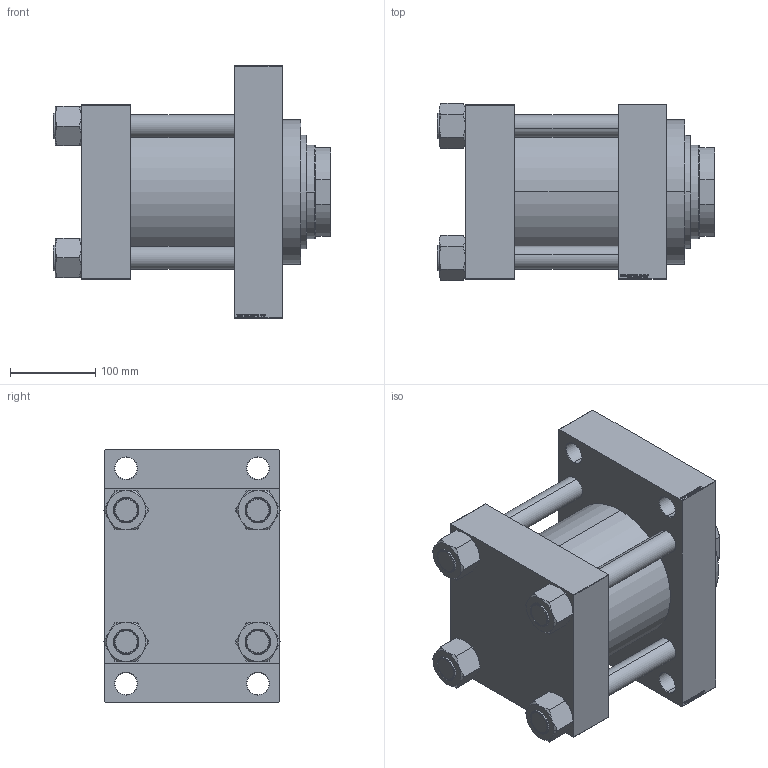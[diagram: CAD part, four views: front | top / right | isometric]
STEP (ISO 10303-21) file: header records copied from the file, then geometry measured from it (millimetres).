
FILE_DESCRIPTION (( 'STEP AP203' ), '1' );
FILE_NAME ('7699.STEP', '2025-10-14T10:12:55', ( '' ), ( '' ), 'SwSTEP 2.0', 'SolidWorks 2019', '' );
FILE_SCHEMA (( 'CONFIG_CONTROL_DESIGN' ));
Length unit declared in the file: millimetre
Products named in the file (6): V215CR_D_Body 6fb9c68628db0c9b68367d711dd43bdf; V215CR_D_TYCINKA 6fb9c68628db0c9b68367d711dd43bdf; V215_VC_A 6fb9c68628db0c9b68367d711dd43bdf; NUT_M5_D 6fb9c68628db0c9b68367d711dd43bdf; V215CR_VCP_D 6fb9c68628db0c9b68367d711dd43bdf; 7699
Assembly tree (11 placements, depth 2):
  7699
    V215CR_D_Body 6fb9c68628db0c9b68367d711dd43bdf
    V215CR_VCP_D 6fb9c68628db0c9b68367d711dd43bdf
    NUT_M5_D 6fb9c68628db0c9b68367d711dd43bdf  x4
    V215CR_D_TYCINKA 6fb9c68628db0c9b68367d711dd43bdf  x4
    V215_VC_A 6fb9c68628db0c9b68367d711dd43bdf
Bounding box: 326 x 208.14 x 297 mm (x, y, z)
Volume: 8567426.4 mm3; surface area: 825620 mm2
Topology: 11 solids, 11 shells, 1152 faces, 2912 edges, 1893 vertices
Faces by surface type: plane 545, bspline 368, cone 142, cylinder 89, torus 8
Entity records: 47786 total; most frequent: CARTESIAN_POINT 25234, ORIENTED_EDGE 5088, DIRECTION 3274, EDGE_CURVE 2544, VERTEX_POINT 1671, VECTOR 1528, LINE 1528, EDGE_LOOP 1127
